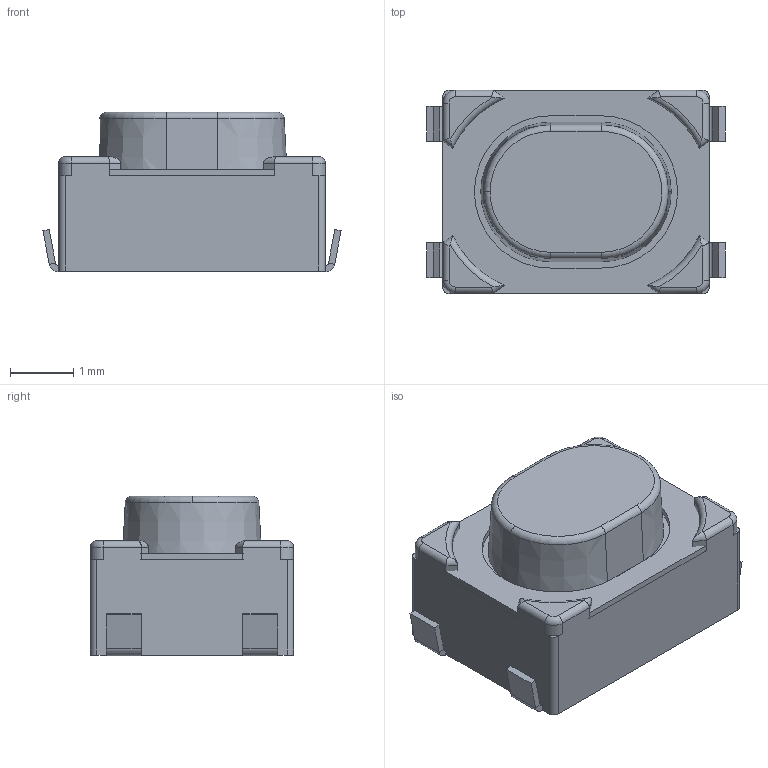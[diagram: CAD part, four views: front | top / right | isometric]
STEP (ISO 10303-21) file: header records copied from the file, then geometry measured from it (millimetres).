
FILE_DESCRIPTION (( 'STEP AP214' ), '1' );
FILE_NAME ('KEY-SMD_4P-L4.2-W3.2-H2.5-LS4.6-P2.2.step', '2022-07-02T15:01:22', ( '' ), ( '' ), 'SwSTEP 2.0', 'SolidWorks 2020', '' );
FILE_SCHEMA (( 'AUTOMOTIVE_DESIGN' ));
Length unit declared in the file: millimetre
Products named in the file (1): KEY-SMD_4P-L4.2-W3.2-H2.5-LS4.6-P2.2
Bounding box: 4.7 x 3.2 x 2.51 mm (x, y, z)
Volume: 26.7 mm3; surface area: 76.8 mm2
Topology: 2 solids, 2 shells, 415 faces, 1108 edges, 724 vertices
Faces by surface type: plane 248, bspline 112, cylinder 41, torus 11, cone 3
Entity records: 18675 total; most frequent: CARTESIAN_POINT 4476, ORIENTED_EDGE 2216, DIRECTION 1549, EDGE_CURVE 1108, VECTOR 787, LINE 787, VERTEX_POINT 724, EDGE_LOOP 444
